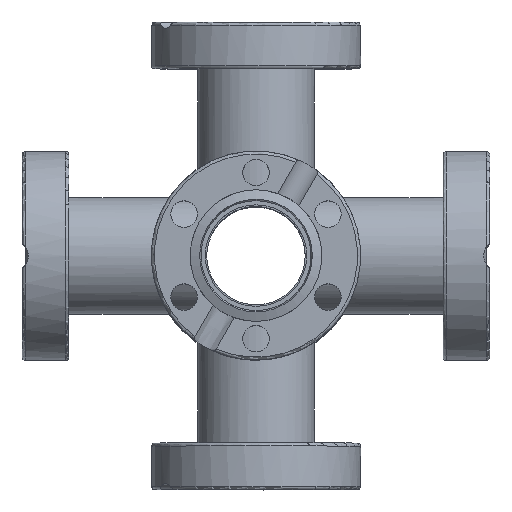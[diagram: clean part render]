
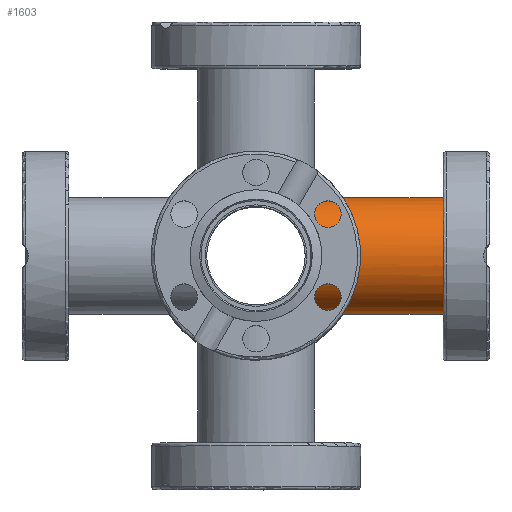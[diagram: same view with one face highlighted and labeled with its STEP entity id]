
A CAD part, top view. The second image highlights one B-rep face of the part: STEP entity #1603.
In plain terms, the highlighted cylindrical face has radius 9.5 mm (diameter 19 mm), a full revolution.
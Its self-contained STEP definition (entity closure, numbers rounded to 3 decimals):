
#1470=CARTESIAN_POINT('',(-9.5,0.,33.2));
#1471=VERTEX_POINT('',#1470);
#1472=CARTESIAN_POINT('',(0.,0.,33.2));
#1473=DIRECTION('',(0.0,0.0,-1.0));
#1474=DIRECTION('',(-1.0,0.0,0.0));
#1475=AXIS2_PLACEMENT_3D('',#1472,#1473,#1474);
#1476=CIRCLE('',#1475,9.5);
#1477=EDGE_CURVE('',#1471,#1471,#1476,.T.);
#1500=CARTESIAN_POINT('',(-6.718,6.718,6.718));
#1501=VERTEX_POINT('',#1500);
#1517=CARTESIAN_POINT('',(-6.718,-6.718,6.718));
#1518=VERTEX_POINT('',#1517);
#1525=CARTESIAN_POINT('',(0.,0.,0.));
#1526=DIRECTION('',(0.707,0.,0.707));
#1527=DIRECTION('',(-0.707,0.,0.707));
#1528=AXIS2_PLACEMENT_3D('',#1525,#1526,#1527);
#1529=ELLIPSE('',#1528,13.435,9.5);
#1530=EDGE_CURVE('',#1501,#1518,#1529,.T.);
#1540=CARTESIAN_POINT('',(6.718,6.718,6.718));
#1541=VERTEX_POINT('',#1540);
#1550=CARTESIAN_POINT('',(6.718,-6.718,6.718));
#1551=VERTEX_POINT('',#1550);
#1552=CARTESIAN_POINT('',(0.,0.,0.));
#1553=DIRECTION('',(-0.707,0.,0.707));
#1554=DIRECTION('',(-0.707,0.,-0.707));
#1555=AXIS2_PLACEMENT_3D('',#1552,#1553,#1554);
#1556=ELLIPSE('',#1555,13.435,9.5);
#1557=EDGE_CURVE('',#1551,#1541,#1556,.T.);
#1577=CARTESIAN_POINT('',(0.,0.,0.));
#1578=DIRECTION('',(0.,0.,1.0));
#1579=DIRECTION('',(-1.0,0.0,0.0));
#1580=AXIS2_PLACEMENT_3D('',#1577,#1578,#1579);
#1581=CYLINDRICAL_SURFACE('',#1580,9.5);
#1582=ORIENTED_EDGE('',*,*,#1477,.T.);
#1583=EDGE_LOOP('',(#1582));
#1584=FACE_OUTER_BOUND('',#1583,.T.);
#1585=ORIENTED_EDGE('',*,*,#1530,.T.);
#1586=CARTESIAN_POINT('',(0.,0.,0.));
#1587=DIRECTION('',(0.,0.707,0.707));
#1588=DIRECTION('',(0.,-0.707,0.707));
#1589=AXIS2_PLACEMENT_3D('',#1586,#1587,#1588);
#1590=ELLIPSE('',#1589,13.435,9.5);
#1591=EDGE_CURVE('',#1518,#1551,#1590,.T.);
#1592=ORIENTED_EDGE('',*,*,#1591,.T.);
#1593=ORIENTED_EDGE('',*,*,#1557,.T.);
#1594=CARTESIAN_POINT('',(0.,0.,0.));
#1595=DIRECTION('',(0.,-0.707,0.707));
#1596=DIRECTION('',(0.,-0.707,-0.707));
#1597=AXIS2_PLACEMENT_3D('',#1594,#1595,#1596);
#1598=ELLIPSE('',#1597,13.435,9.5);
#1599=EDGE_CURVE('',#1541,#1501,#1598,.T.);
#1600=ORIENTED_EDGE('',*,*,#1599,.T.);
#1601=EDGE_LOOP('',(#1585,#1592,#1593,#1600));
#1602=FACE_BOUND('',#1601,.T.);
#1603=ADVANCED_FACE('',(#1584,#1602),#1581,.T.);
